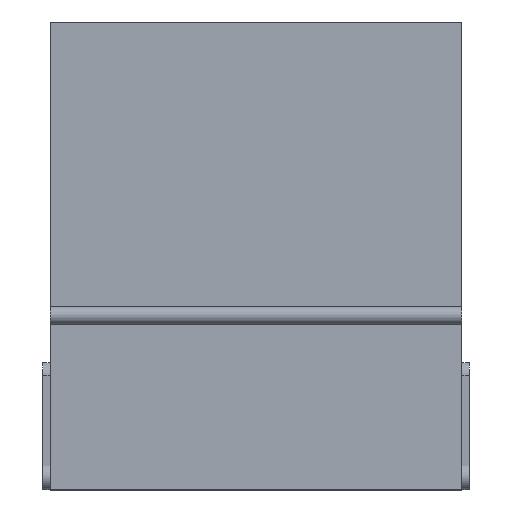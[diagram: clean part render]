
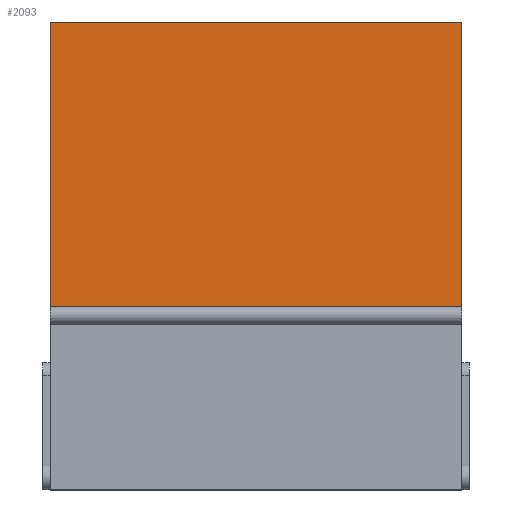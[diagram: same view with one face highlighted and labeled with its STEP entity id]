
A CAD part, top view. The second image highlights one B-rep face of the part: STEP entity #2093.
In plain terms, the highlighted planar face has unit normal (0, 0, 1).
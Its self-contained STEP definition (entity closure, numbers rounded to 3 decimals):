
#495 = VERTEX_POINT('',#496);
#496 = CARTESIAN_POINT('',(-4.05,4.6,3.525));
#502 = EDGE_CURVE('',#495,#503,#505,.T.);
#503 = VERTEX_POINT('',#504);
#504 = CARTESIAN_POINT('',(-4.05,-1.,3.525));
#505 = LINE('',#506,#507);
#506 = CARTESIAN_POINT('',(-4.05,0.,3.525));
#507 = VECTOR('',#508,1.);
#508 = DIRECTION('',(0.,-1.,0.));
#734 = VERTEX_POINT('',#735);
#735 = CARTESIAN_POINT('',(4.05,4.6,3.525));
#741 = EDGE_CURVE('',#734,#742,#744,.T.);
#742 = VERTEX_POINT('',#743);
#743 = CARTESIAN_POINT('',(4.05,-1.,3.525));
#744 = LINE('',#745,#746);
#745 = CARTESIAN_POINT('',(4.05,0.,3.525));
#746 = VECTOR('',#747,1.);
#747 = DIRECTION('',(0.,-1.,0.));
#2064 = EDGE_CURVE('',#503,#742,#2065,.T.);
#2065 = LINE('',#2066,#2067);
#2066 = CARTESIAN_POINT('',(-15.575,-1.,3.525));
#2067 = VECTOR('',#2068,1.);
#2068 = DIRECTION('',(1.,0.,0.));
#2093 = ADVANCED_FACE('',(#2094),#2105,.F.);
#2094 = FACE_BOUND('',#2095,.F.);
#2095 = EDGE_LOOP('',(#2096,#2097,#2103,#2104));
#2096 = ORIENTED_EDGE('',*,*,#502,.F.);
#2097 = ORIENTED_EDGE('',*,*,#2098,.T.);
#2098 = EDGE_CURVE('',#495,#734,#2099,.T.);
#2099 = LINE('',#2100,#2101);
#2100 = CARTESIAN_POINT('',(-15.575,4.6,3.525));
#2101 = VECTOR('',#2102,1.);
#2102 = DIRECTION('',(1.,0.,0.));
#2103 = ORIENTED_EDGE('',*,*,#741,.T.);
#2104 = ORIENTED_EDGE('',*,*,#2064,.F.);
#2105 = PLANE('',#2106);
#2106 = AXIS2_PLACEMENT_3D('',#2107,#2108,#2109);
#2107 = CARTESIAN_POINT('',(-15.575,4.6,3.525));
#2108 = DIRECTION('',(0.,0.,-1.));
#2109 = DIRECTION('',(0.,-1.,0.));
